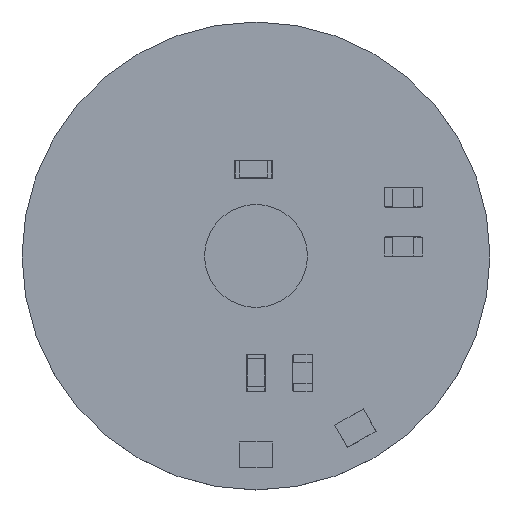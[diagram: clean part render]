
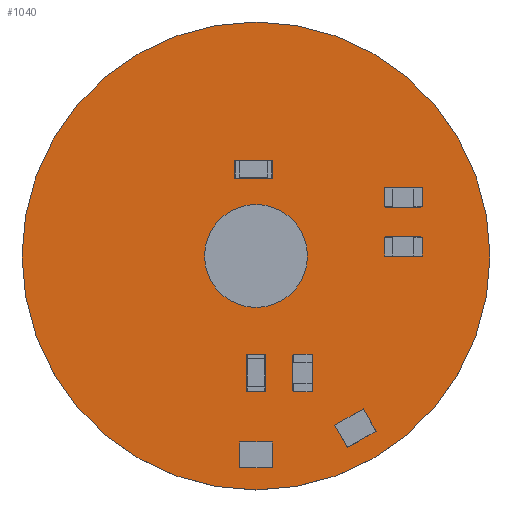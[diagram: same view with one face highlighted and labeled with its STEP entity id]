
A CAD part, top view. The second image highlights one B-rep face of the part: STEP entity #1040.
In plain terms, the highlighted planar face has unit normal (0, 0, 1).
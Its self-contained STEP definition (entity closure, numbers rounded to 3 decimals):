
#1040=ADVANCED_FACE('',(#2363,#2364),#2365,.T.);
#2363=FACE_BOUND('',#3988,.T.);
#2364=FACE_OUTER_BOUND('',#3989,.T.);
#2365=PLANE('',#3990);
#3988=EDGE_LOOP('',(#6059));
#3989=EDGE_LOOP('',(#6060));
#3990=AXIS2_PLACEMENT_3D('',#6061,#6062,#6063);
#6059=ORIENTED_EDGE('',*,*,#8172,.T.);
#6060=ORIENTED_EDGE('',*,*,#8174,.F.);
#6061=CARTESIAN_POINT('',(0.0,0.0,1.003));
#6062=DIRECTION('',(0.0,-0.0,1.0));
#6063=DIRECTION('',(1.0,0.0,0.0));
#8172=EDGE_CURVE('',#8573,#8573,#8574,.T.);
#8174=EDGE_CURVE('',#8576,#8576,#8577,.T.);
#8573=VERTEX_POINT('',#9091);
#8574=CIRCLE('',#9092,2.2);
#8576=VERTEX_POINT('',#9094);
#8577=CIRCLE('',#9095,10.0);
#9091=CARTESIAN_POINT('',(-2.2,0.,1.003));
#9092=AXIS2_PLACEMENT_3D('',#9749,#9750,#9751);
#9094=CARTESIAN_POINT('',(-10.0,0.0,1.003));
#9095=AXIS2_PLACEMENT_3D('',#9752,#9753,#9754);
#9749=CARTESIAN_POINT('',(0.0,0.0,1.003));
#9750=DIRECTION('',(0.0,0.0,-1.0));
#9751=DIRECTION('',(1.0,0.0,0.0));
#9752=CARTESIAN_POINT('',(0.0,0.0,1.003));
#9753=DIRECTION('',(0.0,0.0,-1.0));
#9754=DIRECTION('',(-1.0,0.0,0.0));
